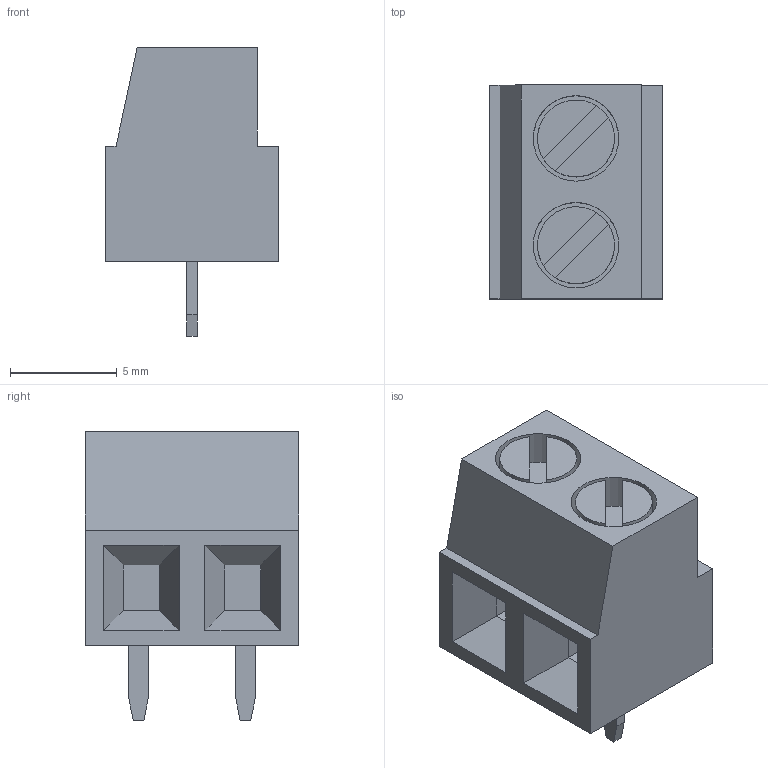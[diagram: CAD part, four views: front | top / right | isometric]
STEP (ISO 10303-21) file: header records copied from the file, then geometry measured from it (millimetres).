
FILE_DESCRIPTION(('FreeCAD Model'),'2;1');
FILE_NAME('CTDEFAU05151246231556_sp.step','2017-10-01T20:34:11',('kicad StepUp'),( 'ksu MCAD'),'Open CASCADE STEP processor 6.8','FreeCAD','Unknown');
FILE_SCHEMA(('AUTOMOTIVE_DESIGN_CC2 { 1 2 10303 214 -1 1 5 4 }'));
Length unit declared in the file: millimetre
Products named in the file (1): CTDEFAU05151246231556_sp
Bounding box: 8.1 x 10 x 13.5 mm (x, y, z)
Volume: 626.1 mm3; surface area: 904.4 mm2
Topology: 5 solids, 5 shells, 66 faces, 148 edges, 96 vertices
Faces by surface type: plane 58, cylinder 8
Entity records: 2279 total; most frequent: CARTESIAN_POINT 311, DIRECTION 306, ORIENTED_EDGE 296, EDGE_CURVE 148, LINE 124, VECTOR 124, VERTEX_POINT 96, AXIS2_PLACEMENT_3D 91
